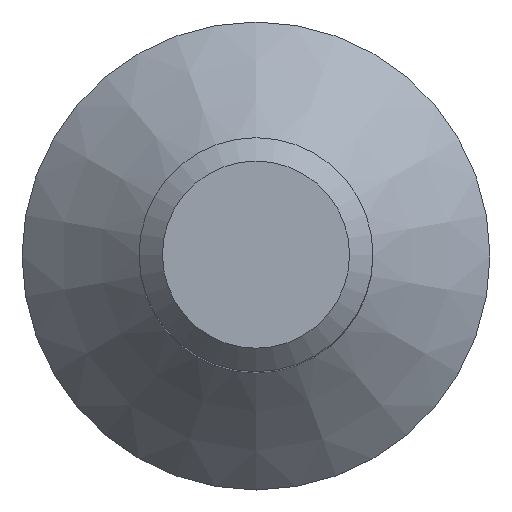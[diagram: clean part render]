
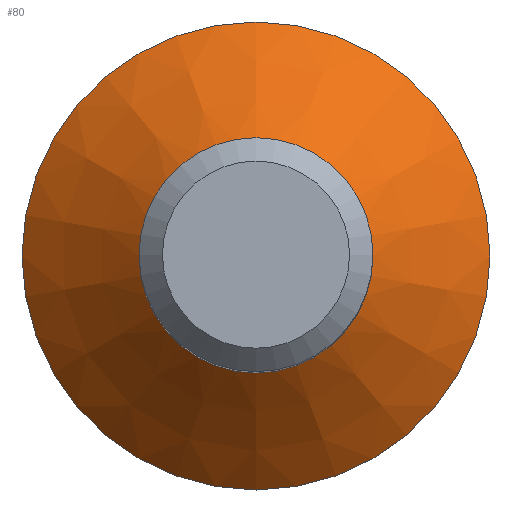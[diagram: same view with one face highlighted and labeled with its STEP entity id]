
A CAD part, top view. The second image highlights one B-rep face of the part: STEP entity #80.
In plain terms, the highlighted conical face has half-angle 45 degrees and reference radius 6 mm.
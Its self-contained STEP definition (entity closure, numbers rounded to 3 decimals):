
#80 = ADVANCED_FACE ( 'NONE', ( #9143, #8203 ), #15617, .T. ) ;
#209 = DIRECTION ( 'NONE',  ( 0., 0., -1. ) ) ;
#1237 = EDGE_LOOP ( 'NONE', ( #4761 ) ) ;
#2239 = DIRECTION ( 'NONE',  ( 0., 1., 0. ) ) ;
#3484 = VERTEX_POINT ( 'NONE', #8280 ) ;
#4761 = ORIENTED_EDGE ( 'NONE', *, *, #5171, .F. ) ;
#5171 = EDGE_CURVE ( 'NONE', #3484, #3484, #6293, .T. ) ;
#5262 = EDGE_LOOP ( 'NONE', ( #9939 ) ) ;
#6293 = CIRCLE ( 'NONE', #14569, 6. ) ;
#6482 = DIRECTION ( 'NONE',  ( 0., 0., -1. ) ) ;
#6906 = CARTESIAN_POINT ( 'NONE',  ( 0., 3., 3.3 ) ) ;
#7879 = CARTESIAN_POINT ( 'NONE',  ( 0., 0., 3.3 ) ) ;
#8192 = AXIS2_PLACEMENT_3D ( 'NONE', #7879, #6482, #12473 ) ;
#8203 = FACE_BOUND ( 'NONE', #5262, .T. ) ;
#8280 = CARTESIAN_POINT ( 'NONE',  ( 0., 6., 0.3 ) ) ;
#8339 = CARTESIAN_POINT ( 'NONE',  ( 0., 0., 0.3 ) ) ;
#8485 = AXIS2_PLACEMENT_3D ( 'NONE', #8339, #9561, #2239 ) ;
#9143 = FACE_OUTER_BOUND ( 'NONE', #1237, .T. ) ;
#9179 = VERTEX_POINT ( 'NONE', #6906 ) ;
#9561 = DIRECTION ( 'NONE',  ( 0., 0., -1. ) ) ;
#9588 = CARTESIAN_POINT ( 'NONE',  ( 0., 0., 0.3 ) ) ;
#9933 = DIRECTION ( 'NONE',  ( 0., 1., 0. ) ) ;
#9939 = ORIENTED_EDGE ( 'NONE', *, *, #14639, .T. ) ;
#12473 = DIRECTION ( 'NONE',  ( 0., 1., 0. ) ) ;
#14569 = AXIS2_PLACEMENT_3D ( 'NONE', #9588, #209, #9933 ) ;
#14639 = EDGE_CURVE ( 'NONE', #9179, #9179, #15076, .T. ) ;
#15076 = CIRCLE ( 'NONE', #8192, 3. ) ;
#15617 = CONICAL_SURFACE ( 'NONE', #8485, 6., 0.785 ) ;
